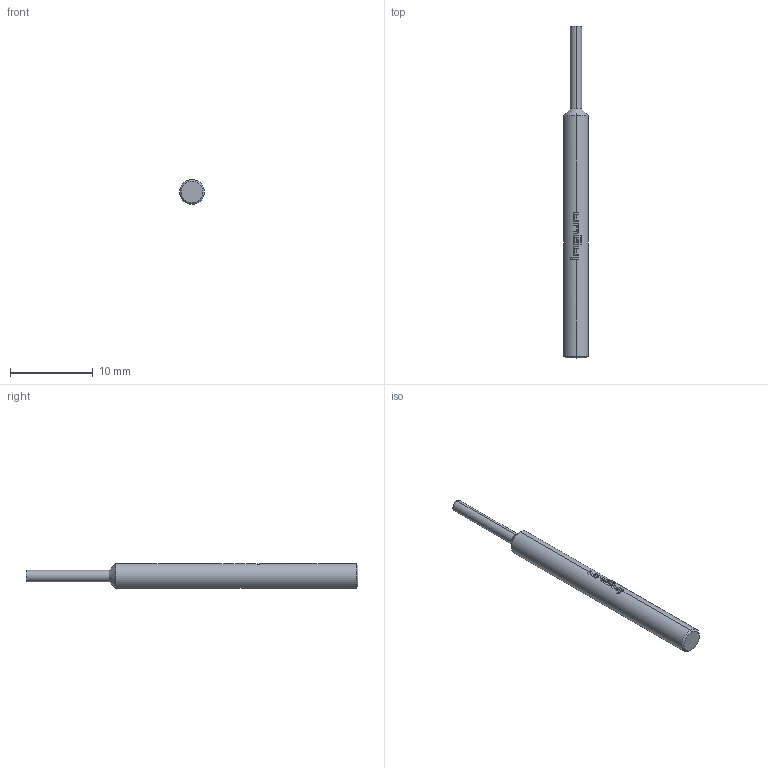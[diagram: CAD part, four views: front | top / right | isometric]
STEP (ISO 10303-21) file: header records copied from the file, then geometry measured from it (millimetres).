
FILE_DESCRIPTION (( 'STEP AP203' ), '1' );
FILE_NAME ('INGUN_E-SW-GKS-081.STEP', '2022-05-04T06:55:48', ( 'ochi' ), ( '' ), 'SwSTEP 2.0', 'SolidWorks 2018', '' );
FILE_SCHEMA (( 'CONFIG_CONTROL_DESIGN' ));
Length unit declared in the file: millimetre
Products named in the file (1): INGUN_E-SW-GKS-081
Bounding box: 3 x 40 x 3 mm (x, y, z)
Volume: 223.5 mm3; surface area: 344.5 mm2
Topology: 1 solids, 1 shells, 95 faces, 268 edges, 175 vertices
Faces by surface type: plane 42, cylinder 25, bspline 22, cone 6
Entity records: 3501 total; most frequent: CARTESIAN_POINT 1125, ORIENTED_EDGE 532, DIRECTION 418, EDGE_CURVE 266, VERTEX_POINT 175, AXIS2_PLACEMENT_3D 164, EDGE_LOOP 97, FACE_OUTER_BOUND 95
